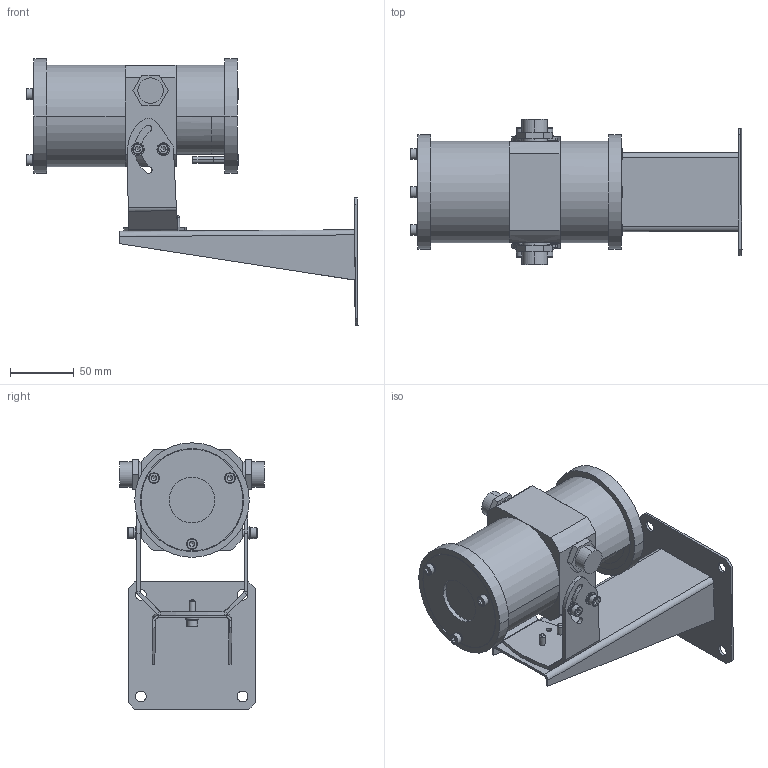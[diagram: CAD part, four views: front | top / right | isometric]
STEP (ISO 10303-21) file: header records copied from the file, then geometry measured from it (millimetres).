
FILE_DESCRIPTION(('STEP AP203'), '1');
FILE_NAME('Telos_VZ_íîâûé êðîíøòåéí', '2017-07-04T10:58:48', (' '), (' '), 'ASCON STEP Converter 1.3', 'ASCON Math Kernel', '');
FILE_SCHEMA(('CONFIG_CONTROL_DESIGN'));
Length unit declared in the file: millimetre
Products named in the file (17): 18; 19; 20; 21; 22; 23; 24; 25; 26; 27; 28; 29; 30; 31; 32; 33; 34
Assembly tree (45 placements, depth 2):
  18
    19
    20
    21
    22
    23
    24
    25
    26  x2
    27
    28
    29
    30  x2
    31
    32  x6
    33  x12
    34  x12
Bounding box: 261.02 x 114 x 209.41 mm (x, y, z)
Volume: 485885.3 mm3; surface area: 228769.9 mm2
Topology: 44 solids, 46 shells, 650 faces, 1435 edges, 918 vertices
Faces by surface type: plane 338, cylinder 258, cone 26, torus 24, bspline 4
Full cylindrical faces by diameter (mm): 4.1 x4, 4.2 x4, 5 x12, 5.1 x3, 5.5 x6, 8.5 x16, 10 x6
Entity records: 13037 total; most frequent: CARTESIAN_POINT 2411, DIRECTION 2068, ORIENTED_EDGE 1722, EDGE_CURVE 861, AXIS2_PLACEMENT_3D 823, VERTEX_POINT 549, EDGE_LOOP 472, LINE 422
